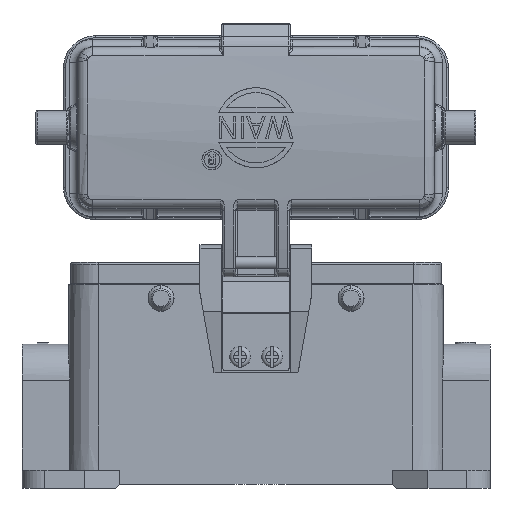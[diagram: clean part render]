
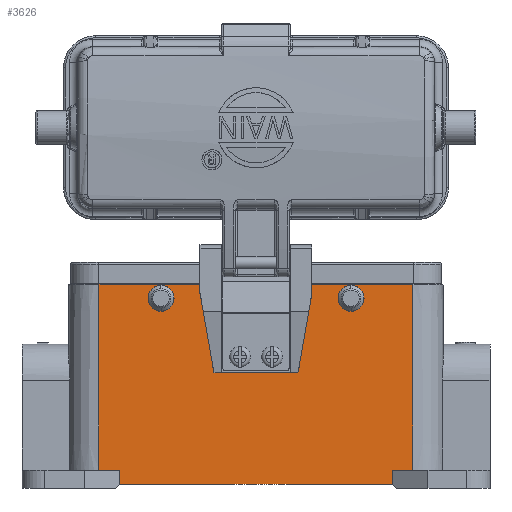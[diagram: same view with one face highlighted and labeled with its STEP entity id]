
A CAD part, front view. The second image highlights one B-rep face of the part: STEP entity #3626.
In plain terms, the highlighted planar face has unit normal (0, -1, 0.009).
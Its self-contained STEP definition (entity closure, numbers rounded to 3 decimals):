
#86=ELLIPSE('',#25595,1.5,1.5);
#87=ELLIPSE('',#25596,1.5,1.5);
#1802=PLANE('',#25597);
#2086=FACE_BOUND('',#6497,.T.);
#2087=FACE_BOUND('',#6498,.T.);
#2088=FACE_BOUND('',#6499,.T.);
#2089=FACE_BOUND('',#6500,.T.);
#2090=FACE_BOUND('',#6501,.T.);
#3626=ADVANCED_FACE('',(#2086,#2087,#2088,#2089,#2090),#1802,.T.);
#6497=EDGE_LOOP('',(#14884));
#6498=EDGE_LOOP('',(#14885));
#6499=EDGE_LOOP('',(#14886));
#6500=EDGE_LOOP('',(#14887));
#6501=EDGE_LOOP('',(#14888,#14889,#14890,#14891,#14892,#14893,#14894,#14895,
#14896,#14897,#14898,#14899));
#7999=LINE('',#45216,#9637);
#8000=LINE('',#45218,#9638);
#8012=LINE('',#45261,#9650);
#8017=LINE('',#45282,#9655);
#8024=LINE('',#45317,#9662);
#8053=LINE('',#45392,#9691);
#8056=LINE('',#45406,#9694);
#8063=LINE('',#45422,#9701);
#8197=LINE('',#45934,#9835);
#8210=LINE('',#45968,#9848);
#8212=LINE('',#45972,#9850);
#8213=LINE('',#45982,#9851);
#9637=VECTOR('',#30048,1.);
#9638=VECTOR('',#30051,1.);
#9650=VECTOR('',#30075,1.);
#9655=VECTOR('',#30086,1.);
#9662=VECTOR('',#30105,1.);
#9691=VECTOR('',#30178,1.);
#9694=VECTOR('',#30195,1.);
#9701=VECTOR('',#30206,1.);
#9835=VECTOR('',#30490,1.);
#9848=VECTOR('',#30525,1.);
#9850=VECTOR('',#30529,1.);
#9851=VECTOR('',#30540,1.);
#14884=ORIENTED_EDGE('',*,*,#21937,.F.);
#14885=ORIENTED_EDGE('',*,*,#21938,.F.);
#14886=ORIENTED_EDGE('',*,*,#21939,.T.);
#14887=ORIENTED_EDGE('',*,*,#21940,.T.);
#14888=ORIENTED_EDGE('',*,*,#21934,.T.);
#14889=ORIENTED_EDGE('',*,*,#21917,.T.);
#14890=ORIENTED_EDGE('',*,*,#21735,.F.);
#14891=ORIENTED_EDGE('',*,*,#21727,.T.);
#14892=ORIENTED_EDGE('',*,*,#21720,.F.);
#14893=ORIENTED_EDGE('',*,*,#21941,.T.);
#14894=ORIENTED_EDGE('',*,*,#21682,.F.);
#14895=ORIENTED_EDGE('',*,*,#21670,.T.);
#14896=ORIENTED_EDGE('',*,*,#21662,.T.);
#14897=ORIENTED_EDGE('',*,*,#21646,.T.);
#14898=ORIENTED_EDGE('',*,*,#21645,.F.);
#14899=ORIENTED_EDGE('',*,*,#21936,.F.);
#18709=VERTEX_POINT('',#45213);
#18710=VERTEX_POINT('',#45215);
#18711=VERTEX_POINT('',#45219);
#18724=VERTEX_POINT('',#45262);
#18729=VERTEX_POINT('',#45283);
#18739=VERTEX_POINT('',#45318);
#18760=VERTEX_POINT('',#45387);
#18762=VERTEX_POINT('',#45391);
#18767=VERTEX_POINT('',#45407);
#18774=VERTEX_POINT('',#45423);
#18894=VERTEX_POINT('',#45935);
#18904=VERTEX_POINT('',#45969);
#18905=VERTEX_POINT('',#45975);
#18906=VERTEX_POINT('',#45977);
#18907=VERTEX_POINT('',#45979);
#18908=VERTEX_POINT('',#45981);
#21645=EDGE_CURVE('',#18710,#18709,#7999,.T.);
#21646=EDGE_CURVE('',#18711,#18709,#8000,.T.);
#21662=EDGE_CURVE('',#18724,#18711,#8012,.T.);
#21670=EDGE_CURVE('',#18729,#18724,#8017,.T.);
#21682=EDGE_CURVE('',#18729,#18739,#8024,.T.);
#21720=EDGE_CURVE('',#18762,#18760,#8053,.T.);
#21727=EDGE_CURVE('',#18767,#18760,#8056,.T.);
#21735=EDGE_CURVE('',#18767,#18774,#8063,.T.);
#21917=EDGE_CURVE('',#18894,#18774,#8197,.T.);
#21934=EDGE_CURVE('',#18904,#18894,#8210,.T.);
#21936=EDGE_CURVE('',#18904,#18710,#8212,.T.);
#21937=EDGE_CURVE('',#18905,#18905,#23778,.T.);
#21938=EDGE_CURVE('',#18906,#18906,#23779,.T.);
#21939=EDGE_CURVE('',#18907,#18907,#86,.T.);
#21940=EDGE_CURVE('',#18908,#18908,#87,.T.);
#21941=EDGE_CURVE('',#18762,#18739,#8213,.T.);
#23778=CIRCLE('',#25593,1.5);
#23779=CIRCLE('',#25594,1.5);
#25593=AXIS2_PLACEMENT_3D('',#45974,#30532,#30533);
#25594=AXIS2_PLACEMENT_3D('',#45976,#30534,#30535);
#25595=AXIS2_PLACEMENT_3D('',#45978,#30536,#30537);
#25596=AXIS2_PLACEMENT_3D('',#45980,#30538,#30539);
#25597=AXIS2_PLACEMENT_3D('',#45983,#30541,#30542);
#30048=DIRECTION('',(1.,0.,0.));
#30051=DIRECTION('',(0.,-0.009,-1.));
#30075=DIRECTION('',(-1.,0.,0.));
#30086=DIRECTION('',(0.,0.009,1.));
#30105=DIRECTION('',(-1.,0.,0.));
#30178=DIRECTION('',(-1.,0.,0.));
#30195=DIRECTION('',(0.,-0.009,-1.));
#30206=DIRECTION('',(-1.,0.,0.));
#30490=DIRECTION('',(0.,-0.009,-1.));
#30525=DIRECTION('',(-1.,0.,0.));
#30529=DIRECTION('',(0.,-0.009,-1.));
#30532=DIRECTION('',(0.,-1.,0.009));
#30533=DIRECTION('',(1.,0.,0.));
#30534=DIRECTION('',(0.,-1.,0.009));
#30535=DIRECTION('',(1.,0.,0.));
#30536=DIRECTION('',(0.,1.,-0.009));
#30537=DIRECTION('',(0.,0.009,1.));
#30538=DIRECTION('',(0.,1.,-0.009));
#30539=DIRECTION('',(0.,0.009,1.));
#30540=DIRECTION('',(0.,0.009,1.));
#30541=DIRECTION('',(0.,-1.,0.009));
#30542=DIRECTION('',(-1.,0.,0.));
#45213=CARTESIAN_POINT('',(1.6,-21.526,21.5));
#45215=CARTESIAN_POINT('',(-1.6,-21.526,21.5));
#45216=CARTESIAN_POINT('',(-1.6,-21.526,21.5));
#45218=CARTESIAN_POINT('',(1.6,-21.5,24.5));
#45219=CARTESIAN_POINT('',(1.6,-21.5,24.5));
#45261=CARTESIAN_POINT('',(39.25,-21.5,24.5));
#45262=CARTESIAN_POINT('',(39.25,-21.5,24.5));
#45282=CARTESIAN_POINT('',(39.25,-21.906,-22.));
#45283=CARTESIAN_POINT('',(39.25,-21.906,-22.));
#45317=CARTESIAN_POINT('',(39.25,-21.906,-22.));
#45318=CARTESIAN_POINT('',(34.,-21.906,-22.));
#45387=CARTESIAN_POINT('',(-34.,-21.936,-25.5));
#45391=CARTESIAN_POINT('',(34.,-21.936,-25.5));
#45392=CARTESIAN_POINT('',(34.,-21.936,-25.5));
#45406=CARTESIAN_POINT('',(-34.,-21.906,-22.));
#45407=CARTESIAN_POINT('',(-34.,-21.906,-22.));
#45422=CARTESIAN_POINT('',(-34.,-21.906,-22.));
#45423=CARTESIAN_POINT('',(-39.25,-21.906,-22.));
#45934=CARTESIAN_POINT('',(-39.25,-21.5,24.5));
#45935=CARTESIAN_POINT('',(-39.25,-21.5,24.5));
#45968=CARTESIAN_POINT('',(-1.6,-21.5,24.5));
#45969=CARTESIAN_POINT('',(-1.6,-21.5,24.5));
#45972=CARTESIAN_POINT('',(-1.6,-21.5,24.5));
#45974=CARTESIAN_POINT('',(4.,-21.66,6.212));
#45975=CARTESIAN_POINT('',(5.5,-21.66,6.212));
#45976=CARTESIAN_POINT('',(-4.,-21.66,6.212));
#45977=CARTESIAN_POINT('',(-2.5,-21.66,6.212));
#45978=CARTESIAN_POINT('',(23.75,-21.531,21.));
#45979=CARTESIAN_POINT('',(23.75,-21.517,22.5));
#45980=CARTESIAN_POINT('',(-23.75,-21.531,21.));
#45981=CARTESIAN_POINT('',(-23.75,-21.517,22.5));
#45982=CARTESIAN_POINT('',(34.,-21.936,-25.5));
#45983=CARTESIAN_POINT('',(-41.628,-21.5,24.5));
